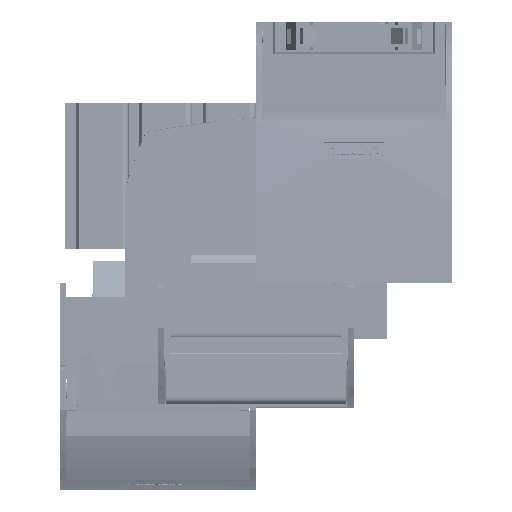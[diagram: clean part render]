
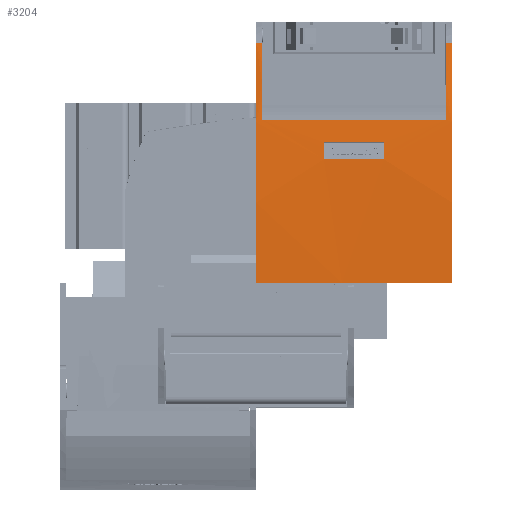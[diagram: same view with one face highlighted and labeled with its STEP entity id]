
A CAD part, top view. The second image highlights one B-rep face of the part: STEP entity #3204.
In plain terms, the highlighted cylindrical face has radius 400 mm (diameter 800 mm), a partial arc.
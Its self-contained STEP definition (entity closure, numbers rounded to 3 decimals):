
#3204 = ADVANCED_FACE( '', ( #7401, #7402 ), #7403, .T. );
#7401 = FACE_OUTER_BOUND( '', #12706, .T. );
#7402 = FACE_BOUND( '', #12707, .T. );
#7403 = CYLINDRICAL_SURFACE( '', #12708, 400. );
#12706 = EDGE_LOOP( '', ( #22315, #22316, #22317, #22318, #22319, #22320, #22321, #22322, #22323 ) );
#12707 = EDGE_LOOP( '', ( #22324, #22325, #22326, #22327 ) );
#12708 = AXIS2_PLACEMENT_3D( '', #22328, #22329, #22330 );
#22315 = ORIENTED_EDGE( '', *, *, #32709, .F. );
#22316 = ORIENTED_EDGE( '', *, *, #32710, .T. );
#22317 = ORIENTED_EDGE( '', *, *, #32711, .F. );
#22318 = ORIENTED_EDGE( '', *, *, #32712, .T. );
#22319 = ORIENTED_EDGE( '', *, *, #32713, .T. );
#22320 = ORIENTED_EDGE( '', *, *, #32565, .F. );
#22321 = ORIENTED_EDGE( '', *, *, #32714, .F. );
#22322 = ORIENTED_EDGE( '', *, *, #32715, .F. );
#22323 = ORIENTED_EDGE( '', *, *, #30641, .T. );
#22324 = ORIENTED_EDGE( '', *, *, #32716, .F. );
#22325 = ORIENTED_EDGE( '', *, *, #32717, .T. );
#22326 = ORIENTED_EDGE( '', *, *, #31444, .T. );
#22327 = ORIENTED_EDGE( '', *, *, #32718, .F. );
#22328 = CARTESIAN_POINT( '', ( 28.5, 363.9, -37. ) );
#22329 = DIRECTION( '', ( -1., 0., 0. ) );
#22330 = DIRECTION( '', ( 0., 0., 1. ) );
#30641 = EDGE_CURVE( '', #36480, #36478, #36481, .T. );
#31444 = EDGE_CURVE( '', #37792, #37793, #37794, .T. );
#32565 = EDGE_CURVE( '', #39476, #39478, #39479, .T. );
#32709 = EDGE_CURVE( '', #39670, #36478, #39671, .T. );
#32710 = EDGE_CURVE( '', #39670, #39672, #39673, .T. );
#32711 = EDGE_CURVE( '', #39674, #39672, #39675, .T. );
#32712 = EDGE_CURVE( '', #39674, #39676, #39677, .T. );
#32713 = EDGE_CURVE( '', #39676, #39478, #39678, .T. );
#32714 = EDGE_CURVE( '', #39679, #39476, #39680, .T. );
#32715 = EDGE_CURVE( '', #36480, #39679, #39681, .T. );
#32716 = EDGE_CURVE( '', #39682, #39683, #39684, .T. );
#32717 = EDGE_CURVE( '', #39682, #37792, #39685, .T. );
#32718 = EDGE_CURVE( '', #39683, #37793, #39686, .T. );
#36478 = VERTEX_POINT( '', #45078 );
#36480 = VERTEX_POINT( '', #45080 );
#36481 = LINE( '', #45081, #45082 );
#37792 = VERTEX_POINT( '', #47455 );
#37793 = VERTEX_POINT( '', #47456 );
#37794 = CIRCLE( '', #47457, 400. );
#39476 = VERTEX_POINT( '', #50481 );
#39478 = VERTEX_POINT( '', #50483 );
#39479 = LINE( '', #50484, #50485 );
#39670 = VERTEX_POINT( '', #50850 );
#39671 = ELLIPSE( '', #50851, 400.015, 400. );
#39672 = VERTEX_POINT( '', #50852 );
#39673 = LINE( '', #50853, #50854 );
#39674 = VERTEX_POINT( '', #50855 );
#39675 = ELLIPSE( '', #50856, 400.015, 400. );
#39676 = VERTEX_POINT( '', #50857 );
#39677 = LINE( '', #50858, #50859 );
#39678 = CIRCLE( '', #50860, 400. );
#39679 = VERTEX_POINT( '', #50861 );
#39680 = LINE( '', #50862, #50863 );
#39681 = CIRCLE( '', #50864, 400. );
#39682 = VERTEX_POINT( '', #50865 );
#39683 = VERTEX_POINT( '', #50866 );
#39684 = CIRCLE( '', #50867, 400. );
#39685 = LINE( '', #50868, #50869 );
#39686 = LINE( '', #50870, #50871 );
#45078 = CARTESIAN_POINT( '', ( 26.778, -29.927, 33. ) );
#45080 = CARTESIAN_POINT( '', ( 28.5, -29.927, 33. ) );
#45081 = CARTESIAN_POINT( '', ( 28.5, -29.927, 33. ) );
#45082 = VECTOR( '', #55617, 1000. );
#47455 = CARTESIAN_POINT( '', ( -8.75, -34.477, -1.007 ) );
#47456 = CARTESIAN_POINT( '', ( -8.75, -34., 3.938 ) );
#47457 = AXIS2_PLACEMENT_3D( '', #56318, #56319, #56320 );
#50481 = CARTESIAN_POINT( '', ( -3.5, -36.1, -37. ) );
#50483 = CARTESIAN_POINT( '', ( -28.5, -36.1, -37. ) );
#50484 = CARTESIAN_POINT( '', ( -3.5, -36.1, -37. ) );
#50485 = VECTOR( '', #57296, 1000. );
#50850 = CARTESIAN_POINT( '', ( 26.807, -33.27, 10.5 ) );
#50851 = AXIS2_PLACEMENT_3D( '', #57398, #57399, #57400 );
#50852 = CARTESIAN_POINT( '', ( -26.807, -33.27, 10.5 ) );
#50853 = CARTESIAN_POINT( '', ( 26.7, -33.27, 10.5 ) );
#50854 = VECTOR( '', #57401, 1000. );
#50855 = CARTESIAN_POINT( '', ( -26.778, -29.927, 33. ) );
#50856 = AXIS2_PLACEMENT_3D( '', #57402, #57403, #57404 );
#50857 = CARTESIAN_POINT( '', ( -28.5, -29.927, 33. ) );
#50858 = CARTESIAN_POINT( '', ( 28.5, -29.927, 33. ) );
#50859 = VECTOR( '', #57405, 1000. );
#50860 = AXIS2_PLACEMENT_3D( '', #57406, #57407, #57408 );
#50861 = CARTESIAN_POINT( '', ( 28.5, -36.1, -37. ) );
#50862 = CARTESIAN_POINT( '', ( 28.5, -36.1, -37. ) );
#50863 = VECTOR( '', #57409, 1000. );
#50864 = AXIS2_PLACEMENT_3D( '', #57410, #57411, #57412 );
#50865 = CARTESIAN_POINT( '', ( 8.75, -34.477, -1.007 ) );
#50866 = CARTESIAN_POINT( '', ( 8.75, -34., 3.938 ) );
#50867 = AXIS2_PLACEMENT_3D( '', #57413, #57414, #57415 );
#50868 = CARTESIAN_POINT( '', ( 8.75, -34.477, -1.007 ) );
#50869 = VECTOR( '', #57416, 1000. );
#50870 = CARTESIAN_POINT( '', ( 8.75, -34., 3.938 ) );
#50871 = VECTOR( '', #57417, 1000. );
#55617 = DIRECTION( '', ( -1., 0., 0. ) );
#56318 = CARTESIAN_POINT( '', ( -8.75, 363.9, -37. ) );
#56319 = DIRECTION( '', ( -1., 0., 0. ) );
#56320 = DIRECTION( '', ( 0., 1., 0. ) );
#57296 = DIRECTION( '', ( -1., 0., 0. ) );
#57398 = CARTESIAN_POINT( '', ( 23.341, 363.9, -37. ) );
#57399 = DIRECTION( '', ( -1., -0.009, 0. ) );
#57400 = DIRECTION( '', ( -0.009, 1., 0. ) );
#57401 = DIRECTION( '', ( -1., 0., 0. ) );
#57402 = CARTESIAN_POINT( '', ( -23.341, 363.9, -37. ) );
#57403 = DIRECTION( '', ( 1., -0.009, 0. ) );
#57404 = DIRECTION( '', ( -0.009, -1., 0. ) );
#57405 = DIRECTION( '', ( -1., 0., 0. ) );
#57406 = CARTESIAN_POINT( '', ( -28.5, 363.9, -37. ) );
#57407 = DIRECTION( '', ( 1., 0., 0. ) );
#57408 = DIRECTION( '', ( 0., 1., 0. ) );
#57409 = DIRECTION( '', ( -1., 0., 0. ) );
#57410 = CARTESIAN_POINT( '', ( 28.5, 363.9, -37. ) );
#57411 = DIRECTION( '', ( 1., 0., 0. ) );
#57412 = DIRECTION( '', ( 0., 1., 0. ) );
#57413 = CARTESIAN_POINT( '', ( 8.75, 363.9, -37. ) );
#57414 = DIRECTION( '', ( -1., 0., 0. ) );
#57415 = DIRECTION( '', ( 0., 1., 0. ) );
#57416 = DIRECTION( '', ( -1., 0., 0. ) );
#57417 = DIRECTION( '', ( -1., 0., 0. ) );
